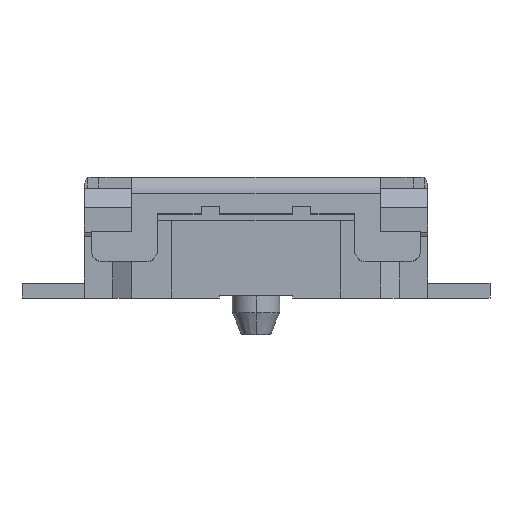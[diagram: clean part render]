
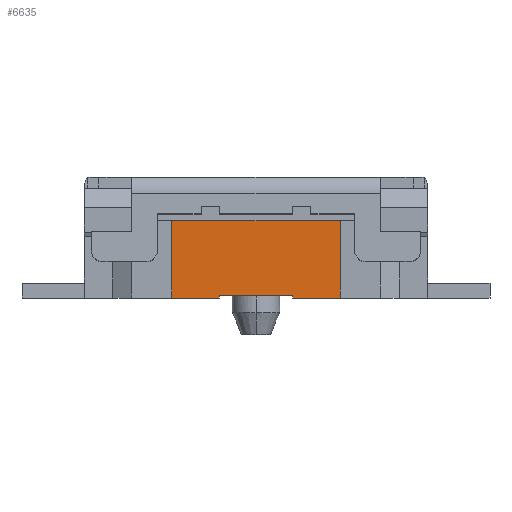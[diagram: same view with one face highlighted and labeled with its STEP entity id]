
A CAD part, front view. The second image highlights one B-rep face of the part: STEP entity #6635.
In plain terms, the highlighted planar face has unit normal (0, -1, 0).
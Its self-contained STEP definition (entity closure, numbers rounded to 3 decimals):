
#1023 = VERTEX_POINT('',#1024);
#1024 = CARTESIAN_POINT('',(0.5,-1.755,
    -0.065));
#1030 = EDGE_CURVE('',#1031,#1023,#1033,.T.);
#1031 = VERTEX_POINT('',#1032);
#1032 = CARTESIAN_POINT('',(-0.5,-1.755,
    -0.065));
#1033 = LINE('',#1034,#1035);
#1034 = CARTESIAN_POINT('',(0.5,-1.755,
    -0.065));
#1035 = VECTOR('',#1036,1.);
#1036 = DIRECTION('',(1.,0.,0.));
#3785 = VERTEX_POINT('',#3786);
#3786 = CARTESIAN_POINT('',(1.15,-1.755,
    -0.095));
#3792 = EDGE_CURVE('',#3793,#3785,#3795,.T.);
#3793 = VERTEX_POINT('',#3794);
#3794 = CARTESIAN_POINT('',(0.5,-1.755,
    -0.095));
#3795 = LINE('',#3796,#3797);
#3796 = CARTESIAN_POINT('',(1.15,-1.755,
    -0.095));
#3797 = VECTOR('',#3798,1.);
#3798 = DIRECTION('',(1.,0.,0.));
#3957 = EDGE_CURVE('',#1023,#3793,#3958,.T.);
#3958 = LINE('',#3959,#3960);
#3959 = CARTESIAN_POINT('',(0.5,-1.755,
    -0.095));
#3960 = VECTOR('',#3961,1.);
#3961 = DIRECTION('',(0.,0.,-1.));
#4060 = VERTEX_POINT('',#4061);
#4061 = CARTESIAN_POINT('',(-0.5,-1.755,
    -0.095));
#4067 = EDGE_CURVE('',#4068,#4060,#4070,.T.);
#4068 = VERTEX_POINT('',#4069);
#4069 = CARTESIAN_POINT('',(-1.15,-1.755,
    -0.095));
#4070 = LINE('',#4071,#4072);
#4071 = CARTESIAN_POINT('',(-0.5,-1.755,
    -0.095));
#4072 = VECTOR('',#4073,1.);
#4073 = DIRECTION('',(1.,0.,-0.));
#6107 = EDGE_CURVE('',#4060,#1031,#6108,.T.);
#6108 = LINE('',#6109,#6110);
#6109 = CARTESIAN_POINT('',(-0.5,-1.755,
    -0.065));
#6110 = VECTOR('',#6111,1.);
#6111 = DIRECTION('',(0.,0.,1.));
#6553 = VERTEX_POINT('',#6554);
#6554 = CARTESIAN_POINT('',(1.15,-1.755,
    0.965));
#6560 = EDGE_CURVE('',#3785,#6553,#6561,.T.);
#6561 = LINE('',#6562,#6563);
#6562 = CARTESIAN_POINT('',(1.15,-1.755,
    0.965));
#6563 = VECTOR('',#6564,1.);
#6564 = DIRECTION('',(0.,0.,1.));
#6601 = VERTEX_POINT('',#6602);
#6602 = CARTESIAN_POINT('',(-1.15,-1.755,
    0.965));
#6608 = EDGE_CURVE('',#6553,#6601,#6609,.T.);
#6609 = LINE('',#6610,#6611);
#6610 = CARTESIAN_POINT('',(-1.15,-1.755,
    0.965));
#6611 = VECTOR('',#6612,1.);
#6612 = DIRECTION('',(-1.,0.,0.));
#6624 = EDGE_CURVE('',#6601,#4068,#6625,.T.);
#6625 = LINE('',#6626,#6627);
#6626 = CARTESIAN_POINT('',(-1.15,-1.755,
    -0.095));
#6627 = VECTOR('',#6628,1.);
#6628 = DIRECTION('',(0.,0.,-1.));
#6635 = ADVANCED_FACE('',(#6636),#6646,.F.);
#6636 = FACE_BOUND('',#6637,.T.);
#6637 = EDGE_LOOP('',(#6638,#6639,#6640,#6641,#6642,#6643,#6644,#6645));
#6638 = ORIENTED_EDGE('',*,*,#3792,.T.);
#6639 = ORIENTED_EDGE('',*,*,#6560,.T.);
#6640 = ORIENTED_EDGE('',*,*,#6608,.T.);
#6641 = ORIENTED_EDGE('',*,*,#6624,.T.);
#6642 = ORIENTED_EDGE('',*,*,#4067,.T.);
#6643 = ORIENTED_EDGE('',*,*,#6107,.T.);
#6644 = ORIENTED_EDGE('',*,*,#1030,.T.);
#6645 = ORIENTED_EDGE('',*,*,#3957,.T.);
#6646 = PLANE('',#6647);
#6647 = AXIS2_PLACEMENT_3D('',#6648,#6649,#6650);
#6648 = CARTESIAN_POINT('',(0.5,-1.755,
    -0.095));
#6649 = DIRECTION('',(0.,1.,0.));
#6650 = DIRECTION('',(-1.,0.,0.));
